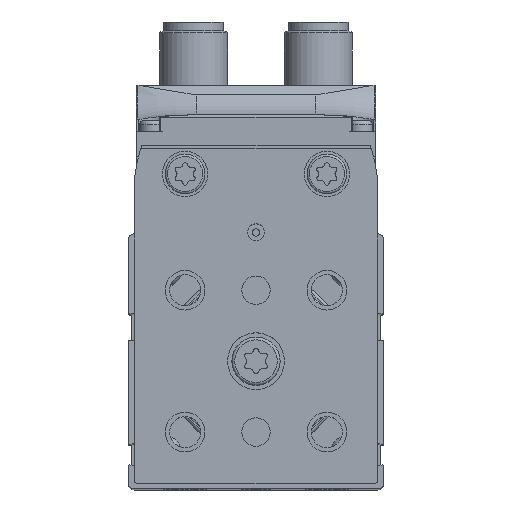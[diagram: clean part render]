
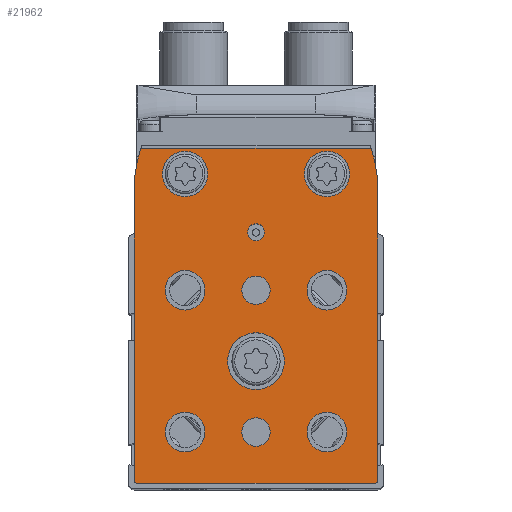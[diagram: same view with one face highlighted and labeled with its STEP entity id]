
A CAD part, top view. The second image highlights one B-rep face of the part: STEP entity #21962.
In plain terms, the highlighted planar face has unit normal (0, 0, 1).
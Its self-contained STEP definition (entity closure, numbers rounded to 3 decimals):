
#725=CIRCLE('',#23413,24.);
#727=CIRCLE('',#23417,0.5);
#729=CIRCLE('',#23421,0.5);
#731=CIRCLE('',#23425,24.);
#732=CIRCLE('',#23428,4.);
#733=CIRCLE('',#23429,4.);
#734=CIRCLE('',#23430,2.5);
#735=CIRCLE('',#23431,2.5);
#736=CIRCLE('',#23432,5.);
#737=CIRCLE('',#23433,3.5);
#738=CIRCLE('',#23434,3.5);
#739=CIRCLE('',#23435,3.5);
#740=CIRCLE('',#23436,3.5);
#741=CIRCLE('',#23437,1.5);
#3156=ORIENTED_EDGE('',*,*,#7567,.T.);
#3157=ORIENTED_EDGE('',*,*,#7568,.T.);
#3158=ORIENTED_EDGE('',*,*,#7569,.F.);
#3159=ORIENTED_EDGE('',*,*,#7570,.F.);
#3160=ORIENTED_EDGE('',*,*,#7571,.T.);
#3161=ORIENTED_EDGE('',*,*,#7572,.T.);
#3162=ORIENTED_EDGE('',*,*,#7573,.T.);
#3163=ORIENTED_EDGE('',*,*,#7574,.T.);
#3164=ORIENTED_EDGE('',*,*,#7575,.T.);
#3165=ORIENTED_EDGE('',*,*,#7576,.F.);
#3166=ORIENTED_EDGE('',*,*,#7543,.T.);
#3167=ORIENTED_EDGE('',*,*,#7547,.T.);
#3168=ORIENTED_EDGE('',*,*,#7550,.T.);
#3169=ORIENTED_EDGE('',*,*,#7553,.T.);
#3170=ORIENTED_EDGE('',*,*,#7556,.T.);
#3171=ORIENTED_EDGE('',*,*,#7559,.T.);
#3172=ORIENTED_EDGE('',*,*,#7562,.T.);
#3173=ORIENTED_EDGE('',*,*,#7566,.T.);
#7543=EDGE_CURVE('',#9860,#9859,#725,.T.);
#7547=EDGE_CURVE('',#9859,#9862,#11454,.T.);
#7550=EDGE_CURVE('',#9862,#9864,#727,.T.);
#7553=EDGE_CURVE('',#9864,#9866,#11458,.T.);
#7556=EDGE_CURVE('',#9866,#9868,#729,.T.);
#7559=EDGE_CURVE('',#9868,#9870,#11462,.T.);
#7562=EDGE_CURVE('',#9870,#9872,#731,.T.);
#7566=EDGE_CURVE('',#9872,#9860,#11467,.T.);
#7567=EDGE_CURVE('',#9873,#9873,#732,.T.);
#7568=EDGE_CURVE('',#9874,#9874,#733,.T.);
#7569=EDGE_CURVE('',#9875,#9875,#734,.T.);
#7570=EDGE_CURVE('',#9876,#9876,#735,.T.);
#7571=EDGE_CURVE('',#9877,#9877,#736,.T.);
#7572=EDGE_CURVE('',#9878,#9878,#737,.T.);
#7573=EDGE_CURVE('',#9879,#9879,#738,.T.);
#7574=EDGE_CURVE('',#9880,#9880,#739,.T.);
#7575=EDGE_CURVE('',#9881,#9881,#740,.T.);
#7576=EDGE_CURVE('',#9882,#9882,#741,.T.);
#9859=VERTEX_POINT('',#32315);
#9860=VERTEX_POINT('',#32317);
#9862=VERTEX_POINT('',#32323);
#9864=VERTEX_POINT('',#32329);
#9866=VERTEX_POINT('',#32335);
#9868=VERTEX_POINT('',#32341);
#9870=VERTEX_POINT('',#32347);
#9872=VERTEX_POINT('',#32353);
#9873=VERTEX_POINT('',#32362);
#9874=VERTEX_POINT('',#32364);
#9875=VERTEX_POINT('',#32366);
#9876=VERTEX_POINT('',#32368);
#9877=VERTEX_POINT('',#32370);
#9878=VERTEX_POINT('',#32372);
#9879=VERTEX_POINT('',#32374);
#9880=VERTEX_POINT('',#32376);
#9881=VERTEX_POINT('',#32378);
#9882=VERTEX_POINT('',#32380);
#11454=LINE('',#32324,#12704);
#11458=LINE('',#32336,#12708);
#11462=LINE('',#32348,#12712);
#11467=LINE('',#32359,#12717);
#12704=VECTOR('',#26528,1000.);
#12708=VECTOR('',#26540,1000.);
#12712=VECTOR('',#26552,1000.);
#12717=VECTOR('',#26565,1000.);
#14001=EDGE_LOOP('',(#3156));
#14002=EDGE_LOOP('',(#3157));
#14003=EDGE_LOOP('',(#3158));
#14004=EDGE_LOOP('',(#3159));
#14005=EDGE_LOOP('',(#3160));
#14006=EDGE_LOOP('',(#3161));
#14007=EDGE_LOOP('',(#3162));
#14008=EDGE_LOOP('',(#3163));
#14009=EDGE_LOOP('',(#3164));
#14010=EDGE_LOOP('',(#3165));
#14011=EDGE_LOOP('',(#3166,#3167,#3168,#3169,#3170,#3171,#3172,#3173));
#15566=FACE_BOUND('',#14001,.T.);
#15567=FACE_BOUND('',#14002,.T.);
#15568=FACE_BOUND('',#14003,.T.);
#15569=FACE_BOUND('',#14004,.T.);
#15570=FACE_BOUND('',#14005,.T.);
#15571=FACE_BOUND('',#14006,.T.);
#15572=FACE_BOUND('',#14007,.T.);
#15573=FACE_BOUND('',#14008,.T.);
#15574=FACE_BOUND('',#14009,.T.);
#15575=FACE_BOUND('',#14010,.T.);
#15576=FACE_BOUND('',#14011,.T.);
#16882=PLANE('',#23427);
#21962=ADVANCED_FACE('',(#15566,#15567,#15568,#15569,#15570,#15571,#15572,
#15573,#15574,#15575,#15576),#16882,.T.);
#23413=AXIS2_PLACEMENT_3D('',#32316,#26521,#26522);
#23417=AXIS2_PLACEMENT_3D('',#32330,#26534,#26535);
#23421=AXIS2_PLACEMENT_3D('',#32342,#26546,#26547);
#23425=AXIS2_PLACEMENT_3D('',#32354,#26558,#26559);
#23427=AXIS2_PLACEMENT_3D('',#32360,#26566,#26567);
#23428=AXIS2_PLACEMENT_3D('',#32361,#26568,#26569);
#23429=AXIS2_PLACEMENT_3D('',#32363,#26570,#26571);
#23430=AXIS2_PLACEMENT_3D('',#32365,#26572,#26573);
#23431=AXIS2_PLACEMENT_3D('',#32367,#26574,#26575);
#23432=AXIS2_PLACEMENT_3D('',#32369,#26576,#26577);
#23433=AXIS2_PLACEMENT_3D('',#32371,#26578,#26579);
#23434=AXIS2_PLACEMENT_3D('',#32373,#26580,#26581);
#23435=AXIS2_PLACEMENT_3D('',#32375,#26582,#26583);
#23436=AXIS2_PLACEMENT_3D('',#32377,#26584,#26585);
#23437=AXIS2_PLACEMENT_3D('',#32379,#26586,#26587);
#26521=DIRECTION('',(0.,0.,1.));
#26522=DIRECTION('',(1.,0.,0.));
#26528=DIRECTION('',(0.,-1.,0.));
#26534=DIRECTION('',(0.,0.,1.));
#26535=DIRECTION('',(1.,0.,0.));
#26540=DIRECTION('',(1.,0.,0.));
#26546=DIRECTION('',(0.,0.,1.));
#26547=DIRECTION('',(1.,0.,0.));
#26552=DIRECTION('',(0.,1.,0.));
#26558=DIRECTION('',(0.,0.,1.));
#26559=DIRECTION('',(1.,0.,0.));
#26565=DIRECTION('',(-1.,0.,0.));
#26566=DIRECTION('',(0.,0.,1.));
#26567=DIRECTION('',(1.,0.,0.));
#26568=DIRECTION('',(0.,0.,-1.));
#26569=DIRECTION('',(-1.,0.,0.));
#26570=DIRECTION('',(0.,0.,-1.));
#26571=DIRECTION('',(-1.,0.,0.));
#26572=DIRECTION('',(0.,0.,1.));
#26573=DIRECTION('',(1.,0.,0.));
#26574=DIRECTION('',(0.,0.,1.));
#26575=DIRECTION('',(1.,0.,0.));
#26576=DIRECTION('',(0.,0.,-1.));
#26577=DIRECTION('',(-1.,0.,0.));
#26578=DIRECTION('',(0.,0.,-1.));
#26579=DIRECTION('',(-1.,0.,0.));
#26580=DIRECTION('',(0.,0.,-1.));
#26581=DIRECTION('',(-1.,0.,0.));
#26582=DIRECTION('',(0.,0.,-1.));
#26583=DIRECTION('',(-1.,0.,0.));
#26584=DIRECTION('',(0.,0.,-1.));
#26585=DIRECTION('',(-1.,0.,0.));
#26586=DIRECTION('',(0.,0.,1.));
#26587=DIRECTION('',(1.,0.,0.));
#32315=CARTESIAN_POINT('',(-21.5,30.,10.));
#32316=CARTESIAN_POINT('',(2.5,30.,10.));
#32317=CARTESIAN_POINT('',(-20.298,37.5,10.));
#32323=CARTESIAN_POINT('',(-21.5,-21.,10.));
#32324=CARTESIAN_POINT('',(-21.5,30.,10.));
#32329=CARTESIAN_POINT('',(-21.,-21.5,10.));
#32330=CARTESIAN_POINT('',(-21.,-21.,10.));
#32335=CARTESIAN_POINT('',(21.,-21.5,10.));
#32336=CARTESIAN_POINT('',(-21.,-21.5,10.));
#32341=CARTESIAN_POINT('',(21.5,-21.,10.));
#32342=CARTESIAN_POINT('',(21.,-21.,10.));
#32347=CARTESIAN_POINT('',(21.5,30.,10.));
#32348=CARTESIAN_POINT('',(21.5,-21.,10.));
#32353=CARTESIAN_POINT('',(20.298,37.5,10.));
#32354=CARTESIAN_POINT('',(-2.5,30.,10.));
#32359=CARTESIAN_POINT('',(20.298,37.5,10.));
#32360=CARTESIAN_POINT('',(2.5,30.,10.));
#32361=CARTESIAN_POINT('',(12.5,33.,10.));
#32362=CARTESIAN_POINT('',(8.5,33.,10.));
#32363=CARTESIAN_POINT('',(-12.5,33.,10.));
#32364=CARTESIAN_POINT('',(-16.5,33.,10.));
#32365=CARTESIAN_POINT('',(0.,-12.5,10.));
#32366=CARTESIAN_POINT('',(2.5,-12.5,10.));
#32367=CARTESIAN_POINT('',(0.,12.5,10.));
#32368=CARTESIAN_POINT('',(2.5,12.5,10.));
#32369=CARTESIAN_POINT('',(0.,0.,10.));
#32370=CARTESIAN_POINT('',(-5.,0.,10.));
#32371=CARTESIAN_POINT('',(12.5,-12.5,10.));
#32372=CARTESIAN_POINT('',(9.,-12.5,10.));
#32373=CARTESIAN_POINT('',(-12.5,12.5,10.));
#32374=CARTESIAN_POINT('',(-16.,12.5,10.));
#32375=CARTESIAN_POINT('',(-12.5,-12.5,10.));
#32376=CARTESIAN_POINT('',(-16.,-12.5,10.));
#32377=CARTESIAN_POINT('',(12.5,12.5,10.));
#32378=CARTESIAN_POINT('',(9.,12.5,10.));
#32379=CARTESIAN_POINT('',(0.,22.7,10.));
#32380=CARTESIAN_POINT('',(1.5,22.7,10.));
